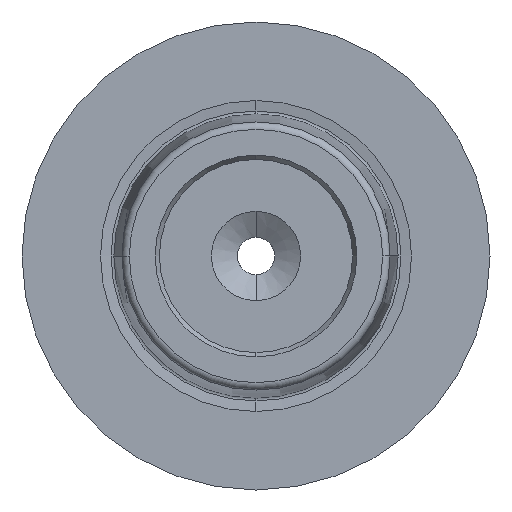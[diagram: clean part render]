
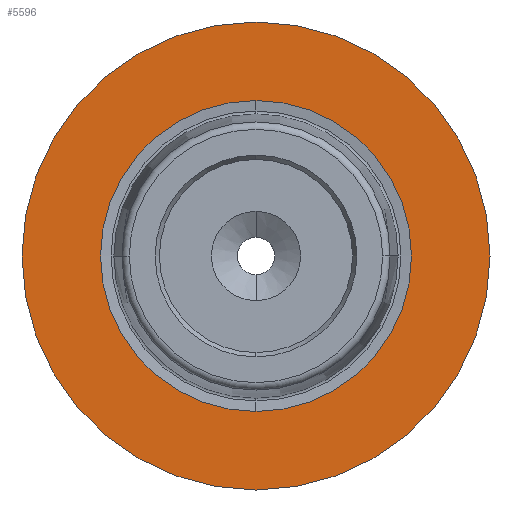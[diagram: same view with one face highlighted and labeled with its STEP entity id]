
A CAD part, left-side view. The second image highlights one B-rep face of the part: STEP entity #5596.
In plain terms, the highlighted planar face has unit normal (-1, 0, 0).
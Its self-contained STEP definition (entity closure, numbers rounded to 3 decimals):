
#189 = VERTEX_POINT ( 'NONE', #4042 ) ;
#229 = AXIS2_PLACEMENT_3D ( 'NONE', #1842, #5214, #2319 ) ;
#424 = AXIS2_PLACEMENT_3D ( 'NONE', #5651, #2762, #6152 ) ;
#720 = VERTEX_POINT ( 'NONE', #5571 ) ;
#829 = ORIENTED_EDGE ( 'NONE', *, *, #4837, .F. ) ;
#868 = CARTESIAN_POINT ( 'NONE',  ( 0., 0., 31.5 ) ) ;
#1040 = DIRECTION ( 'NONE',  ( -1., 0., 0. ) ) ;
#1111 = DIRECTION ( 'NONE',  ( 0., 0., 1. ) ) ;
#1113 = CIRCLE ( 'NONE', #424, 31.5 ) ;
#1147 = FACE_OUTER_BOUND ( 'NONE', #2290, .T. ) ;
#1613 = CARTESIAN_POINT ( 'NONE',  ( 0., 0., 0. ) ) ;
#1724 = CIRCLE ( 'NONE', #5421, 20.93 ) ;
#1842 = CARTESIAN_POINT ( 'NONE',  ( 0., 0., 0. ) ) ;
#2115 = DIRECTION ( 'NONE',  ( -1., 0., 0. ) ) ;
#2290 = EDGE_LOOP ( 'NONE', ( #5420, #3732 ) ) ;
#2319 = DIRECTION ( 'NONE',  ( 0., 0., -1. ) ) ;
#2370 = CARTESIAN_POINT ( 'NONE',  ( 0., 0., 20.93 ) ) ;
#2450 = FACE_BOUND ( 'NONE', #4780, .T. ) ;
#2762 = DIRECTION ( 'NONE',  ( -1., 0., 0. ) ) ;
#3025 = EDGE_CURVE ( 'NONE', #189, #4559, #1113, .T. ) ;
#3301 = EDGE_CURVE ( 'NONE', #4559, #189, #4473, .T. ) ;
#3732 = ORIENTED_EDGE ( 'NONE', *, *, #3025, .T. ) ;
#3811 = VERTEX_POINT ( 'NONE', #2370 ) ;
#3955 = CARTESIAN_POINT ( 'NONE',  ( 0., 0., 0. ) ) ;
#4042 = CARTESIAN_POINT ( 'NONE',  ( 0., 0., -31.5 ) ) ;
#4145 = AXIS2_PLACEMENT_3D ( 'NONE', #3955, #1040, #4444 ) ;
#4444 = DIRECTION ( 'NONE',  ( 0., 0., 1. ) ) ;
#4473 = CIRCLE ( 'NONE', #4755, 31.5 ) ;
#4511 = DIRECTION ( 'NONE',  ( -1., 0., 0. ) ) ;
#4559 = VERTEX_POINT ( 'NONE', #868 ) ;
#4643 = CIRCLE ( 'NONE', #4145, 20.93 ) ;
#4755 = AXIS2_PLACEMENT_3D ( 'NONE', #1613, #4511, #1111 ) ;
#4780 = EDGE_LOOP ( 'NONE', ( #829, #4782 ) ) ;
#4782 = ORIENTED_EDGE ( 'NONE', *, *, #5755, .F. ) ;
#4837 = EDGE_CURVE ( 'NONE', #3811, #720, #1724, .T. ) ;
#4990 = CARTESIAN_POINT ( 'NONE',  ( 0., 0., 0. ) ) ;
#5214 = DIRECTION ( 'NONE',  ( 1., 0., 0. ) ) ;
#5420 = ORIENTED_EDGE ( 'NONE', *, *, #3301, .T. ) ;
#5421 = AXIS2_PLACEMENT_3D ( 'NONE', #4990, #2115, #5464 ) ;
#5464 = DIRECTION ( 'NONE',  ( 0., 0., 1. ) ) ;
#5571 = CARTESIAN_POINT ( 'NONE',  ( 0., 0., -20.93 ) ) ;
#5596 = ADVANCED_FACE ( 'NONE', ( #1147, #2450 ), #6165, .F. ) ;
#5651 = CARTESIAN_POINT ( 'NONE',  ( 0., 0., 0. ) ) ;
#5755 = EDGE_CURVE ( 'NONE', #720, #3811, #4643, .T. ) ;
#6152 = DIRECTION ( 'NONE',  ( 0., 0., 1. ) ) ;
#6165 = PLANE ( 'NONE',  #229 ) ;
